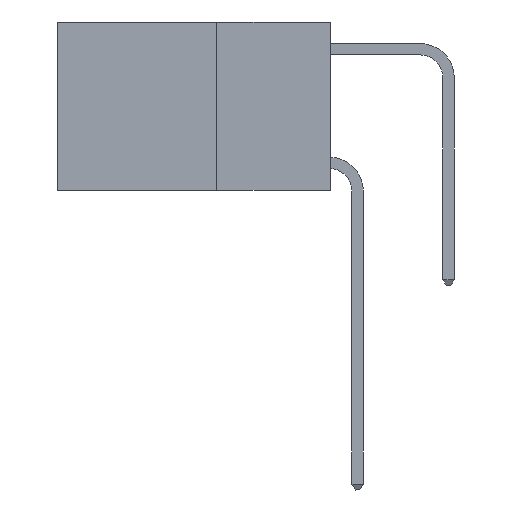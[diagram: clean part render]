
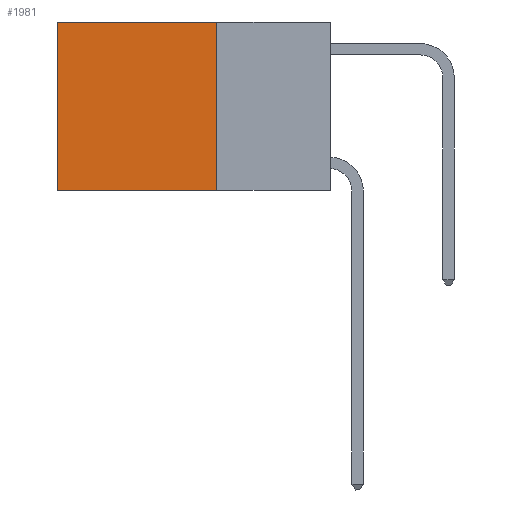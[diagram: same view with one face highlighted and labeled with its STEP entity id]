
A CAD part, left-side view. The second image highlights one B-rep face of the part: STEP entity #1981.
In plain terms, the highlighted planar face has unit normal (-1, 0, 0).
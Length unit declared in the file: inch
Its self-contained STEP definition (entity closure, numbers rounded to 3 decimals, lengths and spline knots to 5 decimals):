
#709 = DIRECTION ( 'NONE',  ( 1., 0., 0. ) ) ;
#821 = CARTESIAN_POINT ( 'NONE',  ( 0.2625, 0.6, -0.37 ) ) ;
#1716 = LINE ( 'NONE', #11060, #10029 ) ;
#1981 = ADVANCED_FACE ( 'NONE', ( #4117 ), #6534, .F. ) ;
#2015 = CARTESIAN_POINT ( 'NONE',  ( 0.2625, 0.6, 0. ) ) ;
#2424 = VERTEX_POINT ( 'NONE', #821 ) ;
#2562 = VECTOR ( 'NONE', #12838, 39.37008 ) ;
#2715 = ORIENTED_EDGE ( 'NONE', *, *, #8001, .F. ) ;
#2718 = EDGE_LOOP ( 'NONE', ( #7111, #2715, #9055, #10374 ) ) ;
#3841 = EDGE_CURVE ( 'NONE', #13161, #10173, #1716, .T. ) ;
#4117 = FACE_OUTER_BOUND ( 'NONE', #2718, .T. ) ;
#4584 = VECTOR ( 'NONE', #14719, 39.37008 ) ;
#5419 = CARTESIAN_POINT ( 'NONE',  ( 0.2625, 0.25, -0.37 ) ) ;
#5446 = CARTESIAN_POINT ( 'NONE',  ( 0.2625, 0.6, 0. ) ) ;
#5498 = CARTESIAN_POINT ( 'NONE',  ( 0.2625, 0.25, 0. ) ) ;
#6534 = PLANE ( 'NONE',  #9322 ) ;
#7111 = ORIENTED_EDGE ( 'NONE', *, *, #12809, .T. ) ;
#8001 = EDGE_CURVE ( 'NONE', #10173, #2424, #12631, .T. ) ;
#9055 = ORIENTED_EDGE ( 'NONE', *, *, #3841, .F. ) ;
#9322 = AXIS2_PLACEMENT_3D ( 'NONE', #13349, #709, #10892 ) ;
#10029 = VECTOR ( 'NONE', #12025, 39.37008 ) ;
#10038 = DIRECTION ( 'NONE',  ( 0., 0., -1. ) ) ;
#10173 = VERTEX_POINT ( 'NONE', #14248 ) ;
#10374 = ORIENTED_EDGE ( 'NONE', *, *, #13850, .T. ) ;
#10892 = DIRECTION ( 'NONE',  ( 0., 0., -1. ) ) ;
#11000 = LINE ( 'NONE', #5446, #14324 ) ;
#11060 = CARTESIAN_POINT ( 'NONE',  ( 0.2625, 0.25, 0. ) ) ;
#11758 = VERTEX_POINT ( 'NONE', #2015 ) ;
#12025 = DIRECTION ( 'NONE',  ( 0., 0., -1. ) ) ;
#12631 = LINE ( 'NONE', #5419, #4584 ) ;
#12809 = EDGE_CURVE ( 'NONE', #11758, #2424, #11000, .T. ) ;
#12838 = DIRECTION ( 'NONE',  ( 0., 1., 0. ) ) ;
#13161 = VERTEX_POINT ( 'NONE', #5498 ) ;
#13349 = CARTESIAN_POINT ( 'NONE',  ( 0.2625, 0.25, 0. ) ) ;
#13850 = EDGE_CURVE ( 'NONE', #13161, #11758, #13971, .T. ) ;
#13971 = LINE ( 'NONE', #14038, #2562 ) ;
#14038 = CARTESIAN_POINT ( 'NONE',  ( 0.2625, 0.25, 0. ) ) ;
#14248 = CARTESIAN_POINT ( 'NONE',  ( 0.2625, 0.25, -0.37 ) ) ;
#14324 = VECTOR ( 'NONE', #10038, 39.37008 ) ;
#14719 = DIRECTION ( 'NONE',  ( 0., 1., 0. ) ) ;
